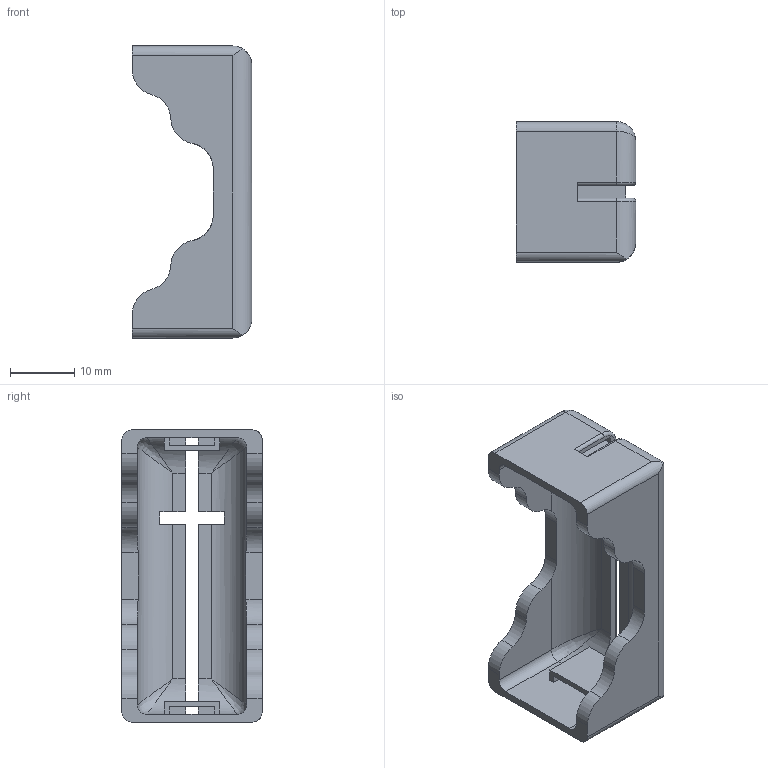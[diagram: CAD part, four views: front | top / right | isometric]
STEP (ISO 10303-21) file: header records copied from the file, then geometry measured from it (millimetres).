
FILE_DESCRIPTION(/* description */ (''),/* implementation_level */ '2;1');
FILE_NAME(/* name */ 'cr123_holder v3.step',/* time_stamp */ '2023-12-07T09:07:05+08:00',/* author */ (''),/* organization */ (''),/* preprocessor_version */ 'ST-DEVELOPER v20',/* originating_system */ 'Autodesk Translation Framework v12.14.0.127',/* authorisation */ '');
FILE_SCHEMA (('AUTOMOTIVE_DESIGN { 1 0 10303 214 3 1 1 }'));
Length unit declared in the file: millimetre
Products named in the file (1): cr123_holder
Bounding box: 18.6 x 21.8 x 45.4 mm (x, y, z)
Volume: 4969.1 mm3; surface area: 5229.3 mm2
Topology: 1 solids, 1 shells, 106 faces, 306 edges, 190 vertices
Faces by surface type: plane 52, cylinder 44, bspline 6, torus 4
Entity records: 3655 total; most frequent: CARTESIAN_POINT 821, ORIENTED_EDGE 600, DIRECTION 590, EDGE_CURVE 300, AXIS2_PLACEMENT_3D 197, LINE 196, VECTOR 196, VERTEX_POINT 190
